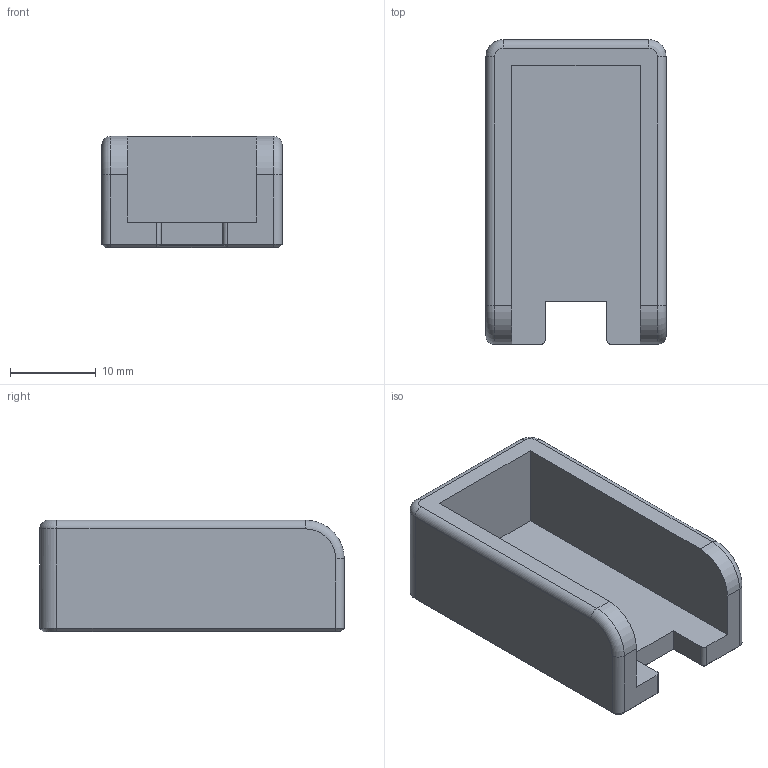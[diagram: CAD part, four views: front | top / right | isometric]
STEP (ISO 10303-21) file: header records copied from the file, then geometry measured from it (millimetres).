
FILE_DESCRIPTION(/* description */ (''),/* implementation_level */ '2;1');
FILE_NAME(/* name */ 'y_rail_alignment.step',/* time_stamp */ '2022-01-03T13:04:03-08:00',/* author */ (''),/* organization */ (''),/* preprocessor_version */ 'ST-DEVELOPER v18.1',/* originating_system */ 'Autodesk Translation Framework v10.10.0.1391',/* authorisation */ '');
FILE_SCHEMA (('AUTOMOTIVE_DESIGN { 1 0 10303 214 3 1 1 }'));
Length unit declared in the file: millimetre
Products named in the file (1): (Unsaved)
Bounding box: 21 x 35.5 x 13 mm (x, y, z)
Volume: 4602.2 mm3; surface area: 3442.3 mm2
Topology: 1 solids, 1 shells, 54 faces, 131 edges, 80 vertices
Faces by surface type: plane 33, cylinder 11, cone 6, torus 3, bspline 1
Entity records: 1648 total; most frequent: CARTESIAN_POINT 352, ORIENTED_EDGE 262, DIRECTION 259, EDGE_CURVE 131, LINE 99, VECTOR 99, VERTEX_POINT 80, AXIS2_PLACEMENT_3D 80
